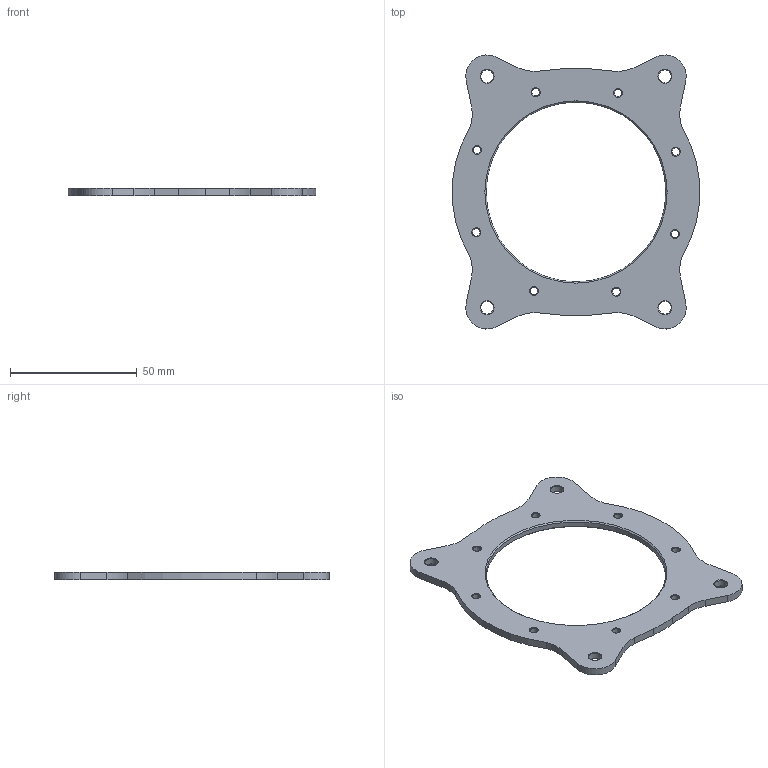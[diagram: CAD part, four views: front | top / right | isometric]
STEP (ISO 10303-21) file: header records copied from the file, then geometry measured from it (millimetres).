
FILE_DESCRIPTION(/* description */ (''),/* implementation_level */ '2;1');
FILE_NAME(/* name */ 'Motor_Base_Plate_Botm v1.step',/* time_stamp */ '2024-11-15T09:08:58+11:00',/* author */ (''),/* organization */ (''),/* preprocessor_version */ 'ST-DEVELOPER v20',/* originating_system */ 'Autodesk Translation Framework v13.20.0.188',/* authorisation */ '');
FILE_SCHEMA (('AUTOMOTIVE_DESIGN { 1 0 10303 214 3 1 1 }'));
Length unit declared in the file: millimetre
Products named in the file (1): Motor_Base_Plate_Botm v1
Bounding box: 97.7 x 108.26 x 3 mm (x, y, z)
Volume: 14437.2 mm3; surface area: 11748.4 mm2
Topology: 1 solids, 1 shells, 69 faces, 175 edges, 108 vertices
Faces by surface type: cylinder 29, cone 26, plane 14
Full cylindrical faces by diameter (mm): 3 x8, 5 x4, 71 x1
Entity records: 2170 total; most frequent: DIRECTION 399, CARTESIAN_POINT 353, ORIENTED_EDGE 350, EDGE_CURVE 175, AXIS2_PLACEMENT_3D 154, VERTEX_POINT 108, EDGE_LOOP 95, LINE 91
